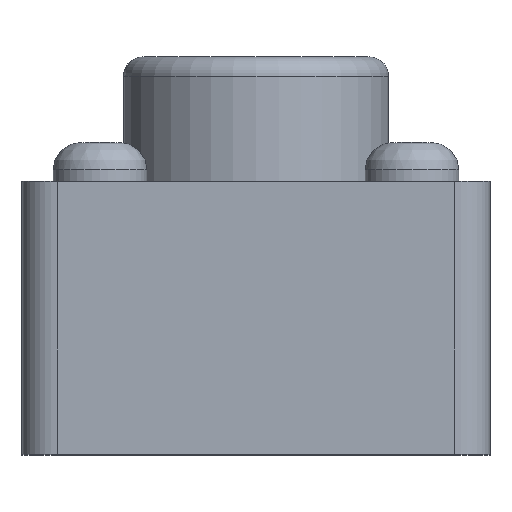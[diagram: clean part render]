
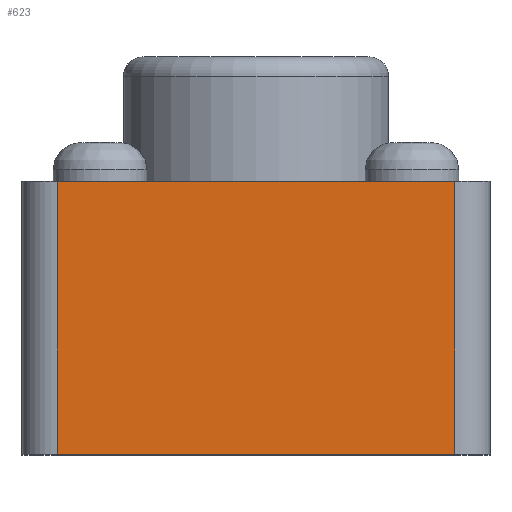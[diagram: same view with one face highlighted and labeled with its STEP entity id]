
A CAD part, top view. The second image highlights one B-rep face of the part: STEP entity #623.
In plain terms, the highlighted planar face has unit normal (0, 0, 1).
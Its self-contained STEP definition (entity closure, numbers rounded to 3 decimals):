
#41=PLANE('',#709);
#58=LINE('',#955,#101);
#62=LINE('',#968,#105);
#66=LINE('',#983,#109);
#68=LINE('',#995,#111);
#101=VECTOR('',#760,10.);
#105=VECTOR('',#774,10.);
#109=VECTOR('',#790,10.);
#111=VECTOR('',#804,10.);
#173=FACE_OUTER_BOUND('',#213,.T.);
#213=EDGE_LOOP('',(#559,#560,#561,#562));
#276=VERTEX_POINT('',#952);
#277=VERTEX_POINT('',#954);
#281=VERTEX_POINT('',#966);
#286=VERTEX_POINT('',#981);
#337=EDGE_CURVE('',#277,#276,#58,.T.);
#344=EDGE_CURVE('',#281,#276,#62,.T.);
#352=EDGE_CURVE('',#281,#286,#66,.T.);
#358=EDGE_CURVE('',#277,#286,#68,.T.);
#559=ORIENTED_EDGE('',*,*,#344,.F.);
#560=ORIENTED_EDGE('',*,*,#352,.T.);
#561=ORIENTED_EDGE('',*,*,#358,.F.);
#562=ORIENTED_EDGE('',*,*,#337,.T.);
#623=ADVANCED_FACE('',(#173),#41,.T.);
#709=AXIS2_PLACEMENT_3D('',#1178,#897,#898);
#760=DIRECTION('',(1.,0.,0.));
#774=DIRECTION('',(0.,-1.,0.));
#790=DIRECTION('',(-1.,0.,0.));
#804=DIRECTION('',(0.,1.,0.));
#897=DIRECTION('center_axis',(0.,0.,1.));
#898=DIRECTION('ref_axis',(1.,0.,0.));
#952=CARTESIAN_POINT('',(2.55,0.,6.));
#954=CARTESIAN_POINT('',(-2.55,0.,6.));
#955=CARTESIAN_POINT('',(0.,0.,6.));
#966=CARTESIAN_POINT('',(2.55,3.5,6.));
#968=CARTESIAN_POINT('',(2.55,0.875,6.));
#981=CARTESIAN_POINT('',(-2.55,3.5,6.));
#983=CARTESIAN_POINT('',(3.,3.5,6.));
#995=CARTESIAN_POINT('',(-2.55,2.625,6.));
#1178=CARTESIAN_POINT('Origin',(0.,1.75,6.));
